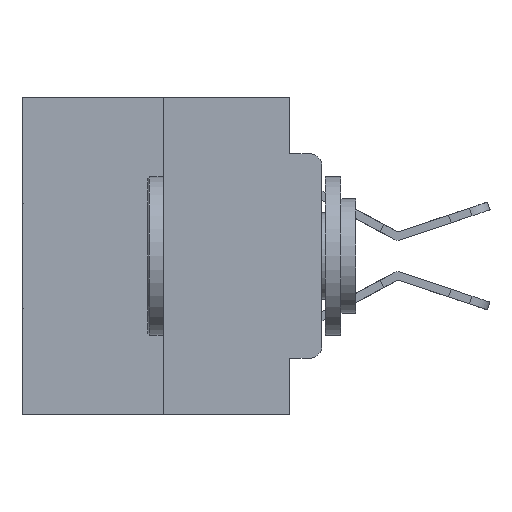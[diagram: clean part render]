
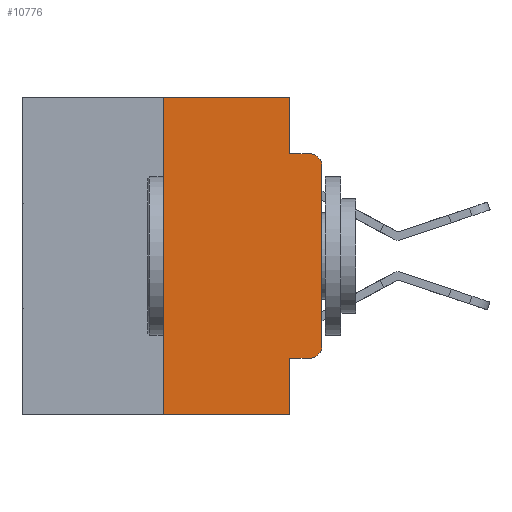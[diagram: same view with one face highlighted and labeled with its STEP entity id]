
A CAD part, left-side view. The second image highlights one B-rep face of the part: STEP entity #10776.
In plain terms, the highlighted planar face has unit normal (-1, 0, 0).
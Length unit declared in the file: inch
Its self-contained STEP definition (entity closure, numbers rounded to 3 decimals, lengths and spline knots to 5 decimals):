
#649 = ORIENTED_EDGE ( 'NONE', *, *, #23309, .F. ) ;
#841 = LINE ( 'NONE', #7065, #7088 ) ;
#1023 = VECTOR ( 'NONE', #21239, 39.37008 ) ;
#1226 = ORIENTED_EDGE ( 'NONE', *, *, #21810, .T. ) ;
#2153 = CARTESIAN_POINT ( 'NONE',  ( 0., 0., 0. ) ) ;
#2616 = EDGE_CURVE ( 'NONE', #6154, #3561, #16237, .T. ) ;
#2815 = VECTOR ( 'NONE', #27077, 39.37008 ) ;
#2929 = VECTOR ( 'NONE', #6633, 39.37008 ) ;
#2949 = EDGE_CURVE ( 'NONE', #11938, #8752, #25595, .T. ) ;
#3389 = AXIS2_PLACEMENT_3D ( 'NONE', #18224, #4611, #20489 ) ;
#3511 = CARTESIAN_POINT ( 'NONE',  ( 0., 0.25, -0.5 ) ) ;
#3527 = DIRECTION ( 'NONE',  ( 0., 0., 1. ) ) ;
#3541 = VERTEX_POINT ( 'NONE', #17729 ) ;
#3561 = VERTEX_POINT ( 'NONE', #26664 ) ;
#4055 = CARTESIAN_POINT ( 'NONE',  ( 0., 0.051, 0. ) ) ;
#4185 = CARTESIAN_POINT ( 'NONE',  ( 0., 0., -0.1085 ) ) ;
#4447 = EDGE_LOOP ( 'NONE', ( #10054, #18842, #17898, #15462, #23971, #13555, #7834, #649, #1226, #20070 ) ) ;
#4611 = DIRECTION ( 'NONE',  ( -1., 0., 0. ) ) ;
#5710 = VERTEX_POINT ( 'NONE', #4185 ) ;
#5750 = VECTOR ( 'NONE', #3527, 39.37008 ) ;
#6154 = VERTEX_POINT ( 'NONE', #3511 ) ;
#6209 = CARTESIAN_POINT ( 'NONE',  ( 0., 0.02, -0.0885 ) ) ;
#6489 = LINE ( 'NONE', #14988, #5750 ) ;
#6633 = DIRECTION ( 'NONE',  ( 0., 0., -1. ) ) ;
#7065 = CARTESIAN_POINT ( 'NONE',  ( 0., 0.051, -0.4115 ) ) ;
#7088 = VECTOR ( 'NONE', #22861, 39.37008 ) ;
#7834 = ORIENTED_EDGE ( 'NONE', *, *, #2616, .T. ) ;
#8752 = VERTEX_POINT ( 'NONE', #13833 ) ;
#9199 = EDGE_CURVE ( 'NONE', #8752, #26037, #13229, .T. ) ;
#10045 = CARTESIAN_POINT ( 'NONE',  ( 0., 0.473, 0. ) ) ;
#10054 = ORIENTED_EDGE ( 'NONE', *, *, #24229, .T. ) ;
#10377 = VECTOR ( 'NONE', #21823, 39.37008 ) ;
#10776 = ADVANCED_FACE ( 'NONE', ( #15835 ), #20189, .F. ) ;
#11133 = CARTESIAN_POINT ( 'NONE',  ( 0., 0.02, -0.3915 ) ) ;
#11165 = CARTESIAN_POINT ( 'NONE',  ( 0., 0.473, 0. ) ) ;
#11938 = VERTEX_POINT ( 'NONE', #4055 ) ;
#11939 = LINE ( 'NONE', #25959, #16504 ) ;
#13229 = LINE ( 'NONE', #15307, #10377 ) ;
#13407 = DIRECTION ( 'NONE',  ( 0., 0., -1. ) ) ;
#13536 = DIRECTION ( 'NONE',  ( 0., 0., -1. ) ) ;
#13555 = ORIENTED_EDGE ( 'NONE', *, *, #24789, .F. ) ;
#13833 = CARTESIAN_POINT ( 'NONE',  ( 0., 0.051, -0.0885 ) ) ;
#14988 = CARTESIAN_POINT ( 'NONE',  ( 0., 0.25, 0. ) ) ;
#15295 = EDGE_CURVE ( 'NONE', #5710, #26037, #20781, .T. ) ;
#15307 = CARTESIAN_POINT ( 'NONE',  ( 0., 0.051, -0.0885 ) ) ;
#15462 = ORIENTED_EDGE ( 'NONE', *, *, #2949, .F. ) ;
#15835 = FACE_OUTER_BOUND ( 'NONE', #4447, .T. ) ;
#15836 = EDGE_CURVE ( 'NONE', #24691, #21950, #22467, .T. ) ;
#16237 = LINE ( 'NONE', #19022, #27336 ) ;
#16504 = VECTOR ( 'NONE', #26057, 39.37008 ) ;
#16691 = CARTESIAN_POINT ( 'NONE',  ( 0., 0., -0.3915 ) ) ;
#17729 = CARTESIAN_POINT ( 'NONE',  ( 0., 0.051, -0.4115 ) ) ;
#17898 = ORIENTED_EDGE ( 'NONE', *, *, #9199, .F. ) ;
#18224 = CARTESIAN_POINT ( 'NONE',  ( 0., 0.02, -0.1085 ) ) ;
#18842 = ORIENTED_EDGE ( 'NONE', *, *, #15295, .T. ) ;
#19022 = CARTESIAN_POINT ( 'NONE',  ( 0., 0.473, -0.5 ) ) ;
#20070 = ORIENTED_EDGE ( 'NONE', *, *, #15836, .T. ) ;
#20189 = PLANE ( 'NONE',  #28973 ) ;
#20208 = CARTESIAN_POINT ( 'NONE',  ( 0., 0.051, 0. ) ) ;
#20489 = DIRECTION ( 'NONE',  ( 0., 0., -1. ) ) ;
#20781 = CIRCLE ( 'NONE', #3389, 0.02 ) ;
#21239 = DIRECTION ( 'NONE',  ( 0., -1., 0. ) ) ;
#21295 = DIRECTION ( 'NONE',  ( 0., -1., 0. ) ) ;
#21810 = EDGE_CURVE ( 'NONE', #3541, #24691, #841, .T. ) ;
#21823 = DIRECTION ( 'NONE',  ( 0., -1., 0. ) ) ;
#21950 = VERTEX_POINT ( 'NONE', #16691 ) ;
#22467 = CIRCLE ( 'NONE', #24097, 0.02 ) ;
#22515 = VERTEX_POINT ( 'NONE', #23317 ) ;
#22861 = DIRECTION ( 'NONE',  ( 0., -1., 0. ) ) ;
#23193 = EDGE_CURVE ( 'NONE', #22515, #11938, #25217, .T. ) ;
#23309 = EDGE_CURVE ( 'NONE', #3541, #3561, #11939, .T. ) ;
#23317 = CARTESIAN_POINT ( 'NONE',  ( 0., 0.25, 0. ) ) ;
#23971 = ORIENTED_EDGE ( 'NONE', *, *, #23193, .F. ) ;
#24097 = AXIS2_PLACEMENT_3D ( 'NONE', #11133, #26737, #13407 ) ;
#24229 = EDGE_CURVE ( 'NONE', #21950, #5710, #26868, .T. ) ;
#24691 = VERTEX_POINT ( 'NONE', #25761 ) ;
#24789 = EDGE_CURVE ( 'NONE', #6154, #22515, #6489, .T. ) ;
#25217 = LINE ( 'NONE', #10045, #1023 ) ;
#25595 = LINE ( 'NONE', #20208, #2929 ) ;
#25761 = CARTESIAN_POINT ( 'NONE',  ( 0., 0.02, -0.4115 ) ) ;
#25959 = CARTESIAN_POINT ( 'NONE',  ( 0., 0.051, 0. ) ) ;
#26037 = VERTEX_POINT ( 'NONE', #6209 ) ;
#26057 = DIRECTION ( 'NONE',  ( 0., 0., -1. ) ) ;
#26664 = CARTESIAN_POINT ( 'NONE',  ( 0., 0.051, -0.5 ) ) ;
#26737 = DIRECTION ( 'NONE',  ( -1., 0., 0. ) ) ;
#26858 = DIRECTION ( 'NONE',  ( 1., 0., 0. ) ) ;
#26868 = LINE ( 'NONE', #2153, #2815 ) ;
#27077 = DIRECTION ( 'NONE',  ( 0., 0., 1. ) ) ;
#27336 = VECTOR ( 'NONE', #21295, 39.37008 ) ;
#28973 = AXIS2_PLACEMENT_3D ( 'NONE', #11165, #26858, #13536 ) ;
